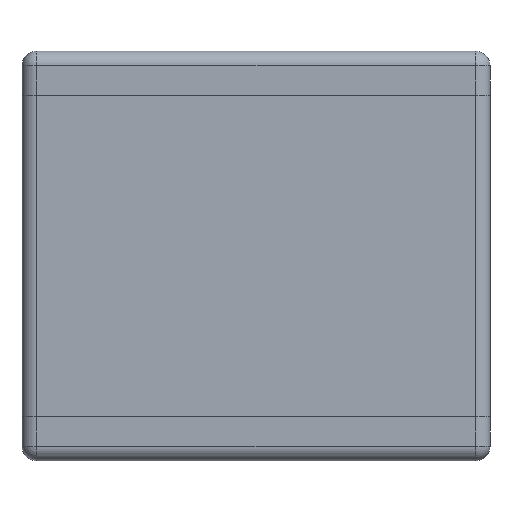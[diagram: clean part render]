
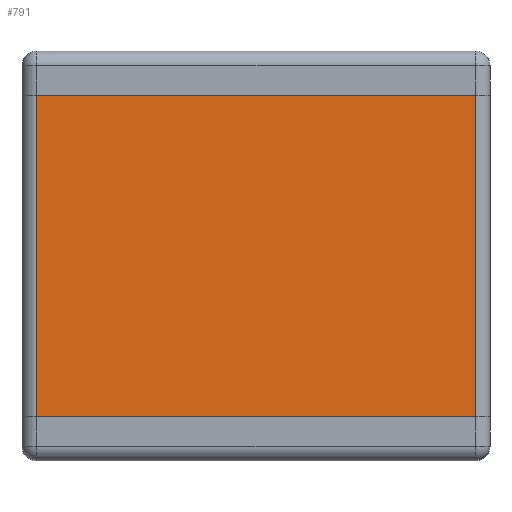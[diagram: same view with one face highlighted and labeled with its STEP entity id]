
A CAD part, front view. The second image highlights one B-rep face of the part: STEP entity #791.
In plain terms, the highlighted planar face has unit normal (0, -1, 0).
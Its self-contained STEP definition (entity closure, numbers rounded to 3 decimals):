
#134 = AXIS2_PLACEMENT_3D ( 'NONE', #584, #787, #1694 ) ;
#139 = CARTESIAN_POINT ( 'NONE',  ( -3.2, 0., 2.2 ) ) ;
#157 = VECTOR ( 'NONE', #1941, 1000. ) ;
#166 = VECTOR ( 'NONE', #409, 1000. ) ;
#188 = ORIENTED_EDGE ( 'NONE', *, *, #933, .T. ) ;
#377 = LINE ( 'NONE', #1804, #1932 ) ;
#409 = DIRECTION ( 'NONE',  ( 1., 0., 0. ) ) ;
#427 = PLANE ( 'NONE',  #134 ) ;
#433 = VERTEX_POINT ( 'NONE', #483 ) ;
#448 = VECTOR ( 'NONE', #757, 1000. ) ;
#483 = CARTESIAN_POINT ( 'NONE',  ( -3., 0., -2.2 ) ) ;
#530 = CARTESIAN_POINT ( 'NONE',  ( -3., 0., 2.2 ) ) ;
#578 = CARTESIAN_POINT ( 'NONE',  ( -3.2, 0., -2.2 ) ) ;
#584 = CARTESIAN_POINT ( 'NONE',  ( 3.2, 0., -2.2 ) ) ;
#679 = CARTESIAN_POINT ( 'NONE',  ( 3., 0., 2.2 ) ) ;
#754 = ORIENTED_EDGE ( 'NONE', *, *, #1331, .T. ) ;
#757 = DIRECTION ( 'NONE',  ( 0., 0., -1. ) ) ;
#787 = DIRECTION ( 'NONE',  ( 0., -1., 0. ) ) ;
#791 = ADVANCED_FACE ( 'NONE', ( #1058 ), #427, .T. ) ;
#933 = EDGE_CURVE ( 'NONE', #1822, #433, #1468, .T. ) ;
#1058 = FACE_OUTER_BOUND ( 'NONE', #1165, .T. ) ;
#1066 = CARTESIAN_POINT ( 'NONE',  ( -3., 0., -2.2 ) ) ;
#1165 = EDGE_LOOP ( 'NONE', ( #1383, #188, #1507, #754 ) ) ;
#1169 = VERTEX_POINT ( 'NONE', #1422 ) ;
#1331 = EDGE_CURVE ( 'NONE', #1169, #1849, #377, .T. ) ;
#1383 = ORIENTED_EDGE ( 'NONE', *, *, #1931, .F. ) ;
#1422 = CARTESIAN_POINT ( 'NONE',  ( 3., 0., -2.2 ) ) ;
#1468 = LINE ( 'NONE', #1066, #448 ) ;
#1477 = EDGE_CURVE ( 'NONE', #1169, #433, #1762, .T. ) ;
#1484 = DIRECTION ( 'NONE',  ( 0., 0., 1. ) ) ;
#1507 = ORIENTED_EDGE ( 'NONE', *, *, #1477, .F. ) ;
#1694 = DIRECTION ( 'NONE',  ( 0., 0., -1. ) ) ;
#1762 = LINE ( 'NONE', #578, #157 ) ;
#1804 = CARTESIAN_POINT ( 'NONE',  ( 3., 0., 2.2 ) ) ;
#1822 = VERTEX_POINT ( 'NONE', #530 ) ;
#1823 = LINE ( 'NONE', #139, #166 ) ;
#1849 = VERTEX_POINT ( 'NONE', #679 ) ;
#1931 = EDGE_CURVE ( 'NONE', #1822, #1849, #1823, .T. ) ;
#1932 = VECTOR ( 'NONE', #1484, 1000. ) ;
#1941 = DIRECTION ( 'NONE',  ( -1., 0., 0. ) ) ;
